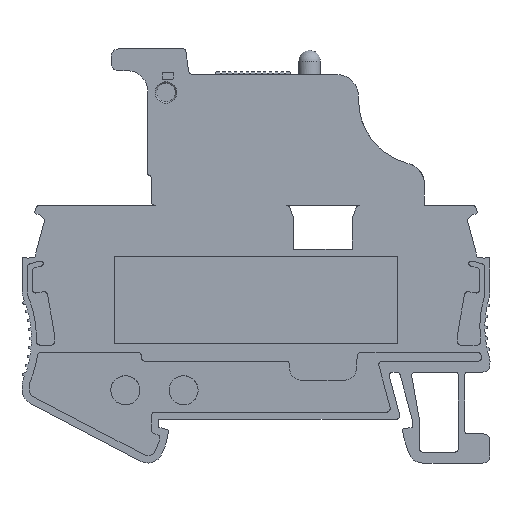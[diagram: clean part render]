
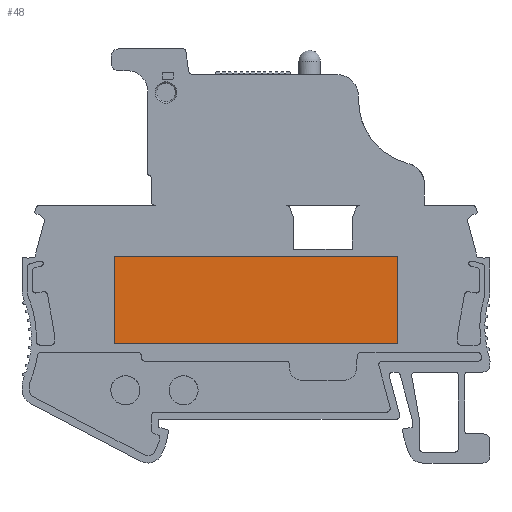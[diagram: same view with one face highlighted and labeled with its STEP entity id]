
A CAD part, left-side view. The second image highlights one B-rep face of the part: STEP entity #48.
In plain terms, the highlighted planar face has unit normal (-1, 0, 0).
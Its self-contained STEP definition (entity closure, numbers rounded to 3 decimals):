
#48=ADVANCED_FACE('',(#6726),#6728,.F.);
#6726=FACE_BOUND('',#6727,.T.);
#6727=EDGE_LOOP('',(#12020,#12021,#12022,#12023));
#6728=PLANE('',#6729);
#6729=AXIS2_PLACEMENT_3D('',#6730,#6731,#6732);
#6730=CARTESIAN_POINT('',(-24.7,-17.,28.9));
#6731=DIRECTION('',(1.,0.,0.));
#6732=DIRECTION('',(0.,0.,-1.));
#12020=ORIENTED_EDGE('',*,*,#16632,.F.);
#12021=ORIENTED_EDGE('',*,*,#16633,.F.);
#12022=ORIENTED_EDGE('',*,*,#16634,.F.);
#12023=ORIENTED_EDGE('',*,*,#16635,.F.);
#16632=EDGE_CURVE('',#18709,#18710,#18711,.T.);
#16633=EDGE_CURVE('',#18712,#18709,#18713,.T.);
#16634=EDGE_CURVE('',#18714,#18712,#18715,.T.);
#16635=EDGE_CURVE('',#18710,#18714,#18716,.T.);
#18709=VERTEX_POINT('',#22186);
#18710=VERTEX_POINT('',#22187);
#18711=LINE('',#22188,#22189);
#18712=VERTEX_POINT('',#22191);
#18713=LINE('',#22192,#22193);
#18714=VERTEX_POINT('',#22195);
#18715=LINE('',#22196,#22197);
#18716=LINE('',#22199,#22200);
#22186=CARTESIAN_POINT('',(-24.7,-15.35,16.9));
#22187=CARTESIAN_POINT('',(-24.7,23.65,16.9));
#22188=CARTESIAN_POINT('',(-24.7,-15.35,16.9));
#22189=VECTOR('',#22190,1.);
#22190=DIRECTION('',(0.,1.,0.));
#22191=CARTESIAN_POINT('',(-24.7,-15.35,28.9));
#22192=CARTESIAN_POINT('',(-24.7,-15.35,28.9));
#22193=VECTOR('',#22194,1.);
#22194=DIRECTION('',(0.,0.,-1.));
#22195=CARTESIAN_POINT('',(-24.7,23.65,28.9));
#22196=CARTESIAN_POINT('',(-24.7,23.65,28.9));
#22197=VECTOR('',#22198,1.);
#22198=DIRECTION('',(0.,-1.,0.));
#22199=CARTESIAN_POINT('',(-24.7,23.65,16.9));
#22200=VECTOR('',#22201,1.);
#22201=DIRECTION('',(0.,0.,1.));
